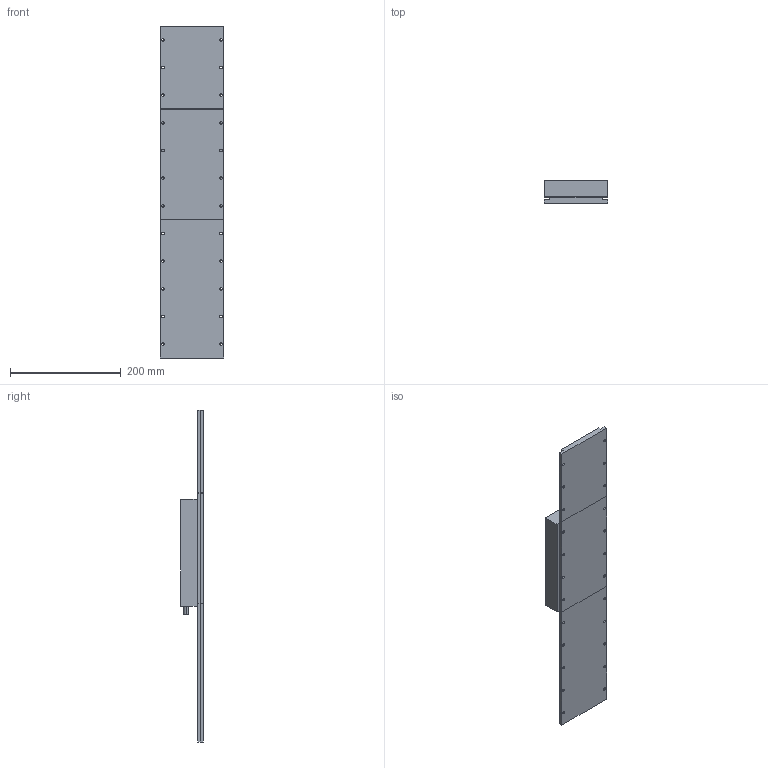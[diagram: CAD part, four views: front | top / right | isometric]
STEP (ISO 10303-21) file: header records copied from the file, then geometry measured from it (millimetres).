
FILE_DESCRIPTION (( 'STEP AP203' ), '1' );
FILE_NAME ('ZW3-H95-2-×°Åä.STEP', '2021-08-24T11:20:11', ( '' ), ( '' ), 'SwSTEP 2.0', 'SolidWorks 2020', '' );
FILE_SCHEMA (( 'CONFIG_CONTROL_DESIGN' ));
Length unit declared in the file: millimetre
Products named in the file (5): ZW3-H95-250MNS; ZW3-H95-150MNS; ZW3-H95-2-蚾饜; ZW3-H95-2线圈; ZW3-H95-200MNS
Assembly tree (4 placements, depth 2):
  ZW3-H95-2-蚾饜
    ZW3-H95-200MNS
    ZW3-H95-150MNS
    ZW3-H95-250MNS
    ZW3-H95-2线圈
Bounding box: 115 x 41.5 x 600 mm (x, y, z)
Volume: 1343412.6 mm3; surface area: 224485 mm2
Topology: 4 solids, 4 shells, 199 faces, 478 edges, 302 vertices
Faces by surface type: cylinder 118, plane 61, cone 20
Entity records: 6347 total; most frequent: DIRECTION 1106, CARTESIAN_POINT 966, ORIENTED_EDGE 916, EDGE_CURVE 458, AXIS2_PLACEMENT_3D 442, VERTEX_POINT 302, EDGE_LOOP 282, CIRCLE 236
